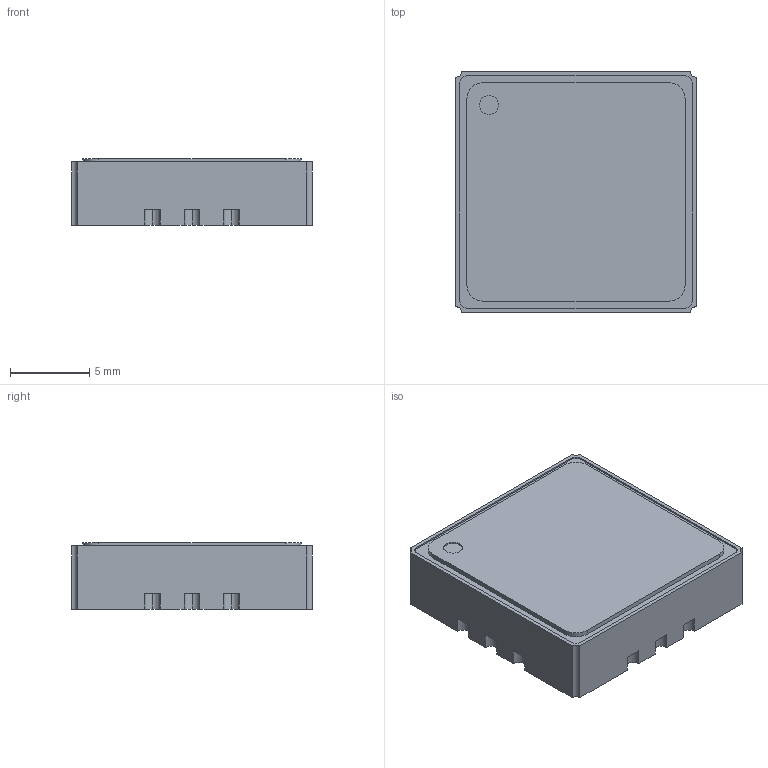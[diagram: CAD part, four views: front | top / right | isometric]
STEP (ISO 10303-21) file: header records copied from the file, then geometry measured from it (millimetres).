
FILE_DESCRIPTION(('CATIA V5 STEP Exchange','CAx-IF Rec.Pracs.--- Model Styling and Organization---1.5--- 2016-08-15','CAx-IF Rec.Pracs.---Supplemental Geometry---1.0---2011-11-01','CAx-IF Rec.Pracs.--- Composite Materials ---1.1---2010-07-15'),'2;1');
FILE_NAME('830m1.stp','2023-06-07T14:11:07+00:00',('none'),('none'),'CATIA Version 5-6 Release 2020','CATIA V5 STEP AP214 v1','none');
FILE_SCHEMA(('AUTOMOTIVE_DESIGN { 1 0 10303 214 1 1 1 1 }'));
Length unit declared in the file: millimetre
Products named in the file (1): 830m1
Bounding box: 15.2 x 15.2 x 4.2 mm (x, y, z)
Volume: 953.1 mm3; surface area: 731.2 mm2
Topology: 1 solids, 1 shells, 67 faces, 186 edges, 124 vertices
Faces by surface type: cylinder 38, plane 29
Entity records: 2089 total; most frequent: ORIENTED_EDGE 372, CARTESIAN_POINT 354, DIRECTION 272, EDGE_CURVE 186, VERTEX_POINT 124, AXIS2_PLACEMENT_3D 120, VECTOR 110, LINE 110
